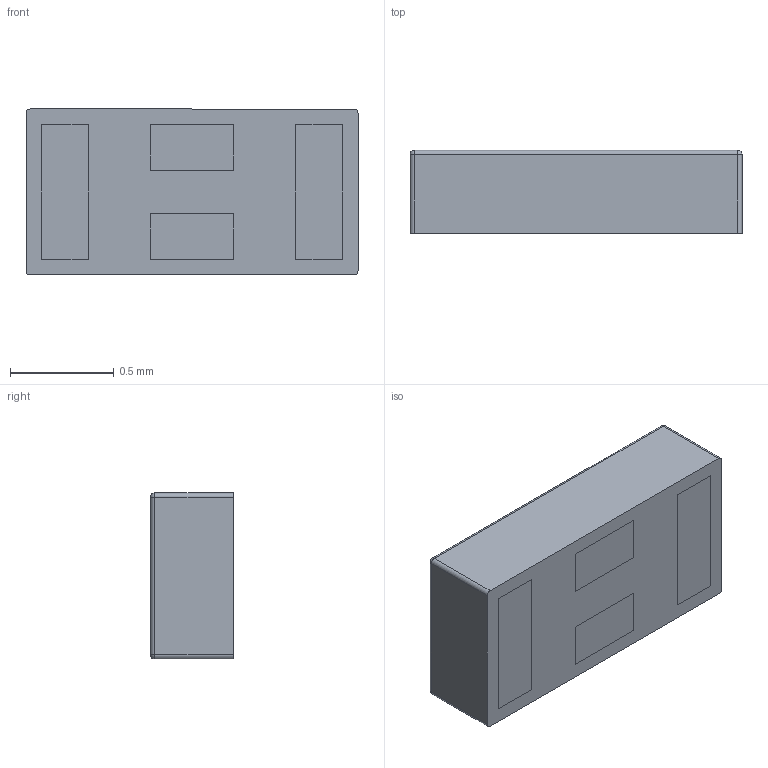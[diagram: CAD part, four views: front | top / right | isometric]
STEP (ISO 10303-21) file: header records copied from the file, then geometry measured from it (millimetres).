
FILE_DESCRIPTION (( 'STEP AP214' ), '1' );
FILE_NAME ('DLF162500LT-5028A1.STEP', '2024-07-14T14:33:39', ( '' ), ( '' ), 'SwSTEP 2.0', 'SolidWorks 2021', '' );
FILE_SCHEMA (( 'AUTOMOTIVE_DESIGN' ));
Length unit declared in the file: millimetre
Products named in the file (1): DLF162500LT-5028A1
Bounding box: 1.6 x 0.4 x 0.8 mm (x, y, z)
Volume: 0.5 mm3; surface area: 6.3 mm2
Topology: 6 solids, 6 shells, 73 faces, 160 edges, 100 vertices
Faces by surface type: plane 61, cylinder 8, sphere 4
Entity records: 2009 total; most frequent: CARTESIAN_POINT 330, DIRECTION 320, ORIENTED_EDGE 312, EDGE_CURVE 156, LINE 140, VECTOR 140, VERTEX_POINT 100, AXIS2_PLACEMENT_3D 90
